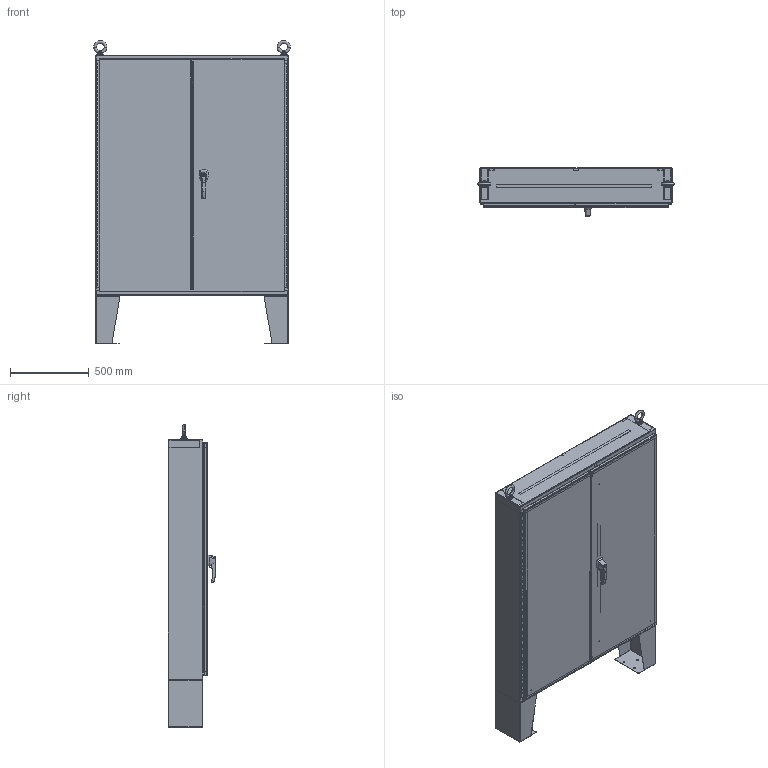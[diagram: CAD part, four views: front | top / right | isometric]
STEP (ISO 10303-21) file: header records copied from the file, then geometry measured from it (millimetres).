
FILE_DESCRIPTION (( 'STEP AP203' ), '1' );
FILE_NAME ('1422B8F_Default.step', '2019-11-04T14:59:45', ( '' ), ( '' ), 'SwSTEP 2.0', 'SolidWorks 2019', '' );
FILE_SCHEMA (( 'CONFIG_CONTROL_DESIGN' ));
Length unit declared in the file: inch
Products named in the file (1): 1422B8F_Default
Bounding box: 1247.68 x 303.85 x 1924.76 mm (x, y, z)
Volume: 21494606.8 mm3; surface area: 16756116.8 mm2
Topology: 88 solids, 88 shells, 2749 faces, 7123 edges, 4577 vertices
Faces by surface type: plane 1272, cylinder 1230, bspline 145, cone 86, torus 16
Entity records: 98852 total; most frequent: CARTESIAN_POINT 30982, ORIENTED_EDGE 14226, DIRECTION 14195, EDGE_CURVE 7113, AXIS2_PLACEMENT_3D 5104, VERTEX_POINT 4577, LINE 3987, VECTOR 3987
